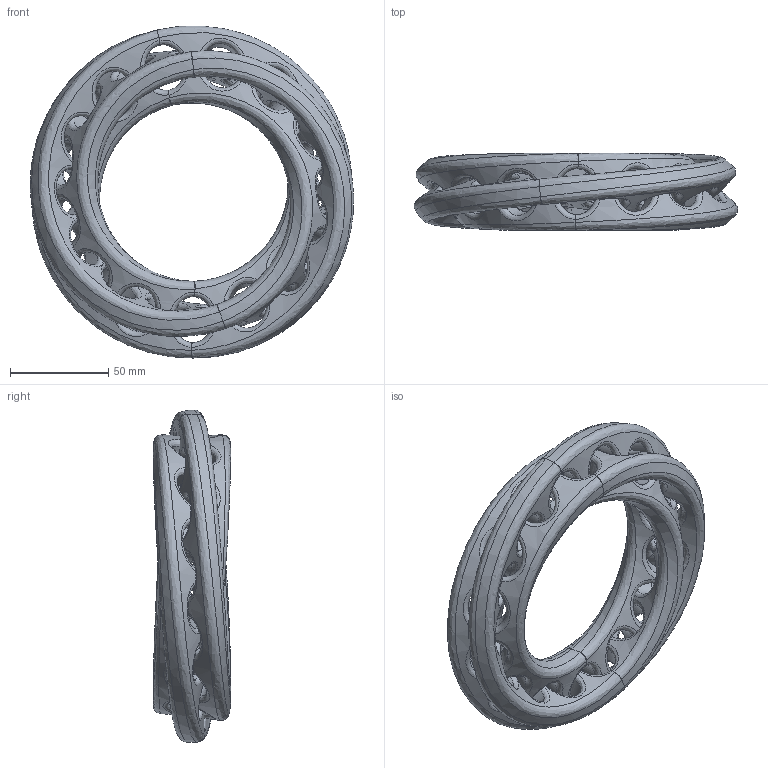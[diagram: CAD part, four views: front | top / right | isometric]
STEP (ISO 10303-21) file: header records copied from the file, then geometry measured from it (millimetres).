
FILE_DESCRIPTION(('FreeCAD Model'),'2;1');
FILE_NAME('Open CASCADE Shape Model','2025-05-04T05:41:01',('FreeCAD'),( 'FreeCAD'),'Open CASCADE STEP processor 7.6','FreeCAD','Unknown');
FILE_SCHEMA(('AUTOMOTIVE_DESIGN { 1 0 10303 214 1 1 1 1 }'));
Length unit declared in the file: millimetre
Products named in the file (1): Open CASCADE STEP translator 7.6 1
Bounding box: 164.39 x 39.29 x 168.85 mm (x, y, z)
Volume: 267948.8 mm3; surface area: 80463.4 mm2
Topology: 2 solids, 2 shells, 140 faces, 408 edges, 256 vertices
Faces by surface type: bspline 140
Entity records: 13794 total; most frequent: CARTESIAN_POINT 11359, ORIENTED_EDGE 816, EDGE_CURVE 408, B_SPLINE_CURVE_WITH_KNOTS 316, VERTEX_POINT 256, FACE_BOUND 184, EDGE_LOOP 184, ADVANCED_FACE 140
